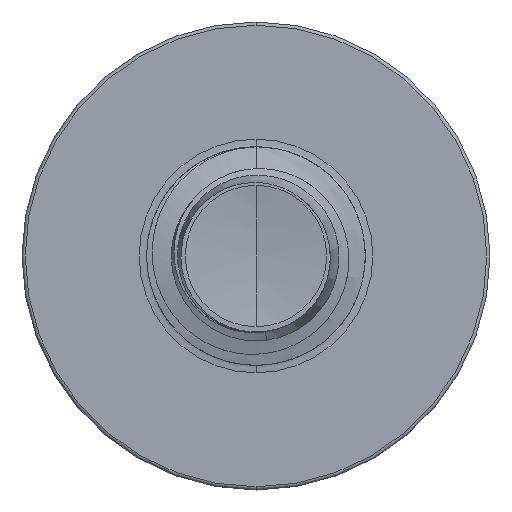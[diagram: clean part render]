
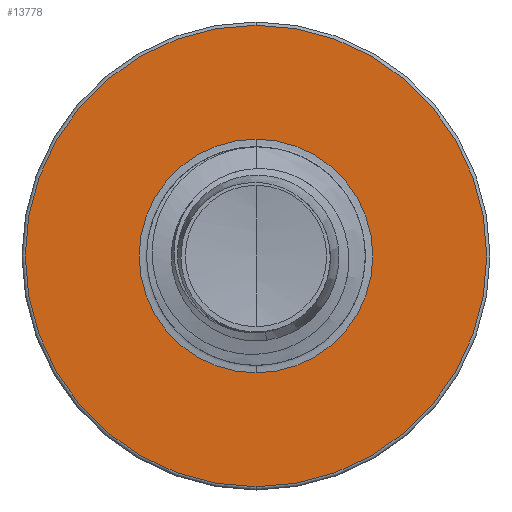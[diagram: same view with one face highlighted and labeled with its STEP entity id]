
A CAD part, front view. The second image highlights one B-rep face of the part: STEP entity #13778.
In plain terms, the highlighted planar face has unit normal (0, -1, 0).
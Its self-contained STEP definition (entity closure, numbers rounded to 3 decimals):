
#403 = EDGE_CURVE ( 'NONE', #6634, #2790, #2696, .T. ) ;
#1062 = DIRECTION ( 'NONE',  ( 0., 0., 1. ) ) ;
#1351 = DIRECTION ( 'NONE',  ( 0., 0., 1. ) ) ;
#1829 = CARTESIAN_POINT ( 'NONE',  ( 0., 10., 0. ) ) ;
#2696 = CIRCLE ( 'NONE', #5793, 1.872 ) ;
#2790 = VERTEX_POINT ( 'NONE', #22712 ) ;
#3533 = PLANE ( 'NONE',  #9072 ) ;
#4087 = DIRECTION ( 'NONE',  ( 0., 0., 1. ) ) ;
#5016 = CIRCLE ( 'NONE', #7282, 1.872 ) ;
#5793 = AXIS2_PLACEMENT_3D ( 'NONE', #20948, #22861, #21041 ) ;
#6634 = VERTEX_POINT ( 'NONE', #13077 ) ;
#7282 = AXIS2_PLACEMENT_3D ( 'NONE', #10843, #22870, #12740 ) ;
#7422 = ORIENTED_EDGE ( 'NONE', *, *, #13502, .F. ) ;
#9072 = AXIS2_PLACEMENT_3D ( 'NONE', #11853, #13717, #1351 ) ;
#10601 = CIRCLE ( 'NONE', #20275, 3.698 ) ;
#10843 = CARTESIAN_POINT ( 'NONE',  ( 0., 10., 0. ) ) ;
#11853 = CARTESIAN_POINT ( 'NONE',  ( 0., 10., -1.872 ) ) ;
#12372 = EDGE_LOOP ( 'NONE', ( #7422, #12634 ) ) ;
#12634 = ORIENTED_EDGE ( 'NONE', *, *, #23910, .F. ) ;
#12740 = DIRECTION ( 'NONE',  ( 0., 0., 1. ) ) ;
#13077 = CARTESIAN_POINT ( 'NONE',  ( 0., 10., -1.872 ) ) ;
#13482 = DIRECTION ( 'NONE',  ( 0., 1., 0. ) ) ;
#13502 = EDGE_CURVE ( 'NONE', #14775, #22557, #10601, .T. ) ;
#13717 = DIRECTION ( 'NONE',  ( 0., 1., 0. ) ) ;
#13778 = ADVANCED_FACE ( 'NONE', ( #23035, #19216 ), #3533, .F. ) ;
#14775 = VERTEX_POINT ( 'NONE', #17158 ) ;
#15830 = DIRECTION ( 'NONE',  ( 0., 1., 0. ) ) ;
#16476 = CIRCLE ( 'NONE', #22113, 3.698 ) ;
#17158 = CARTESIAN_POINT ( 'NONE',  ( 0., 10., 3.698 ) ) ;
#17278 = ORIENTED_EDGE ( 'NONE', *, *, #24285, .T. ) ;
#19216 = FACE_BOUND ( 'NONE', #23379, .T. ) ;
#20275 = AXIS2_PLACEMENT_3D ( 'NONE', #23515, #13482, #1062 ) ;
#20948 = CARTESIAN_POINT ( 'NONE',  ( 0., 10., 0. ) ) ;
#21041 = DIRECTION ( 'NONE',  ( 0., 0., 1. ) ) ;
#21522 = CARTESIAN_POINT ( 'NONE',  ( 0., 10., -3.697 ) ) ;
#21713 = ORIENTED_EDGE ( 'NONE', *, *, #403, .T. ) ;
#22113 = AXIS2_PLACEMENT_3D ( 'NONE', #1829, #15830, #4087 ) ;
#22557 = VERTEX_POINT ( 'NONE', #21522 ) ;
#22712 = CARTESIAN_POINT ( 'NONE',  ( 0., 10., 1.872 ) ) ;
#22861 = DIRECTION ( 'NONE',  ( 0., 1., 0. ) ) ;
#22870 = DIRECTION ( 'NONE',  ( 0., 1., 0. ) ) ;
#23035 = FACE_OUTER_BOUND ( 'NONE', #12372, .T. ) ;
#23379 = EDGE_LOOP ( 'NONE', ( #17278, #21713 ) ) ;
#23515 = CARTESIAN_POINT ( 'NONE',  ( 0., 10., 0. ) ) ;
#23910 = EDGE_CURVE ( 'NONE', #22557, #14775, #16476, .T. ) ;
#24285 = EDGE_CURVE ( 'NONE', #2790, #6634, #5016, .T. ) ;
